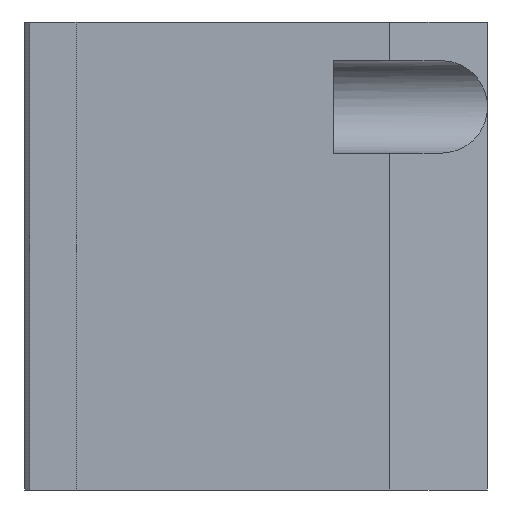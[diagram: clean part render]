
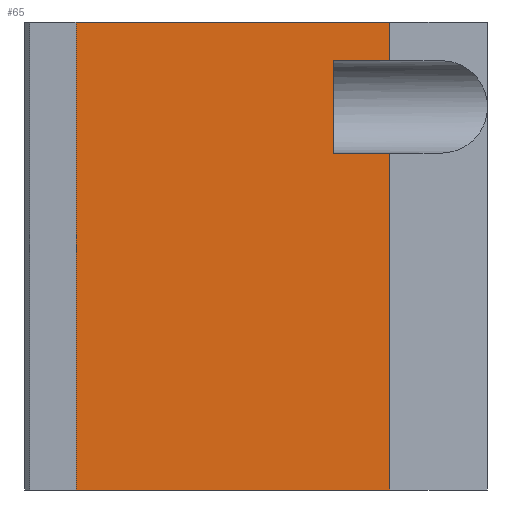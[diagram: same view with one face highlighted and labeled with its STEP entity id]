
A CAD part, left-side view. The second image highlights one B-rep face of the part: STEP entity #65.
In plain terms, the highlighted planar face has unit normal (-1, 0, 0).
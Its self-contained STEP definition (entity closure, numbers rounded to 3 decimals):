
#65 = ADVANCED_FACE( '', ( #162 ), #163, .F. );
#162 = FACE_OUTER_BOUND( '', #311, .T. );
#163 = PLANE( '', #312 );
#311 = EDGE_LOOP( '', ( #456, #457, #458, #459, #460, #461, #462, #463 ) );
#312 = AXIS2_PLACEMENT_3D( '', #464, #465, #466 );
#456 = ORIENTED_EDGE( '', *, *, #769, .F. );
#457 = ORIENTED_EDGE( '', *, *, #770, .F. );
#458 = ORIENTED_EDGE( '', *, *, #771, .F. );
#459 = ORIENTED_EDGE( '', *, *, #772, .T. );
#460 = ORIENTED_EDGE( '', *, *, #773, .T. );
#461 = ORIENTED_EDGE( '', *, *, #774, .F. );
#462 = ORIENTED_EDGE( '', *, *, #775, .F. );
#463 = ORIENTED_EDGE( '', *, *, #776, .T. );
#464 = CARTESIAN_POINT( '', ( -53., 80., 91. ) );
#465 = DIRECTION( '', ( 1., 0., 0. ) );
#466 = DIRECTION( '', ( 0., 0., -1. ) );
#769 = EDGE_CURVE( '', #890, #891, #892, .T. );
#770 = EDGE_CURVE( '', #893, #890, #894, .T. );
#771 = EDGE_CURVE( '', #895, #893, #896, .T. );
#772 = EDGE_CURVE( '', #895, #897, #898, .T. );
#773 = EDGE_CURVE( '', #897, #899, #900, .T. );
#774 = EDGE_CURVE( '', #901, #899, #902, .T. );
#775 = EDGE_CURVE( '', #903, #901, #904, .T. );
#776 = EDGE_CURVE( '', #903, #891, #905, .T. );
#890 = VERTEX_POINT( '', #1069 );
#891 = VERTEX_POINT( '', #1070 );
#892 = LINE( '', #1071, #1072 );
#893 = VERTEX_POINT( '', #1073 );
#894 = LINE( '', #1074, #1075 );
#895 = VERTEX_POINT( '', #1076 );
#896 = LINE( '', #1077, #1078 );
#897 = VERTEX_POINT( '', #1079 );
#898 = LINE( '', #1080, #1081 );
#899 = VERTEX_POINT( '', #1082 );
#900 = LINE( '', #1083, #1084 );
#901 = VERTEX_POINT( '', #1085 );
#902 = LINE( '', #1086, #1087 );
#903 = VERTEX_POINT( '', #1088 );
#904 = LINE( '', #1089, #1090 );
#905 = LINE( '', #1091, #1092 );
#1069 = CARTESIAN_POINT( '', ( -53., 19., 83.5 ) );
#1070 = CARTESIAN_POINT( '', ( -53., 30., 83.5 ) );
#1071 = CARTESIAN_POINT( '', ( -53., 80., 83.5 ) );
#1072 = VECTOR( '', #1357, 1000. );
#1073 = CARTESIAN_POINT( '', ( -53., 19., 91. ) );
#1074 = CARTESIAN_POINT( '', ( -53., 19., 91. ) );
#1075 = VECTOR( '', #1358, 1000. );
#1076 = CARTESIAN_POINT( '', ( -53., 80., 91. ) );
#1077 = CARTESIAN_POINT( '', ( -53., 80., 91. ) );
#1078 = VECTOR( '', #1359, 1000. );
#1079 = CARTESIAN_POINT( '', ( -53., 80., 0. ) );
#1080 = CARTESIAN_POINT( '', ( -53., 80., 91. ) );
#1081 = VECTOR( '', #1360, 1000. );
#1082 = CARTESIAN_POINT( '', ( -53., 19., 0. ) );
#1083 = CARTESIAN_POINT( '', ( -53., 80., 0. ) );
#1084 = VECTOR( '', #1361, 1000. );
#1085 = CARTESIAN_POINT( '', ( -53., 19., 65.5 ) );
#1086 = CARTESIAN_POINT( '', ( -53., 19., 91. ) );
#1087 = VECTOR( '', #1362, 1000. );
#1088 = CARTESIAN_POINT( '', ( -53., 30., 65.5 ) );
#1089 = CARTESIAN_POINT( '', ( -53., 80., 65.5 ) );
#1090 = VECTOR( '', #1363, 1000. );
#1091 = CARTESIAN_POINT( '', ( -53., 30., 91. ) );
#1092 = VECTOR( '', #1364, 1000. );
#1357 = DIRECTION( '', ( 0., 1., 0. ) );
#1358 = DIRECTION( '', ( 0., 0., -1. ) );
#1359 = DIRECTION( '', ( 0., -1., 0. ) );
#1360 = DIRECTION( '', ( 0., 0., -1. ) );
#1361 = DIRECTION( '', ( 0., -1., 0. ) );
#1362 = DIRECTION( '', ( 0., 0., -1. ) );
#1363 = DIRECTION( '', ( 0., -1., 0. ) );
#1364 = DIRECTION( '', ( 0., 0., 1. ) );
